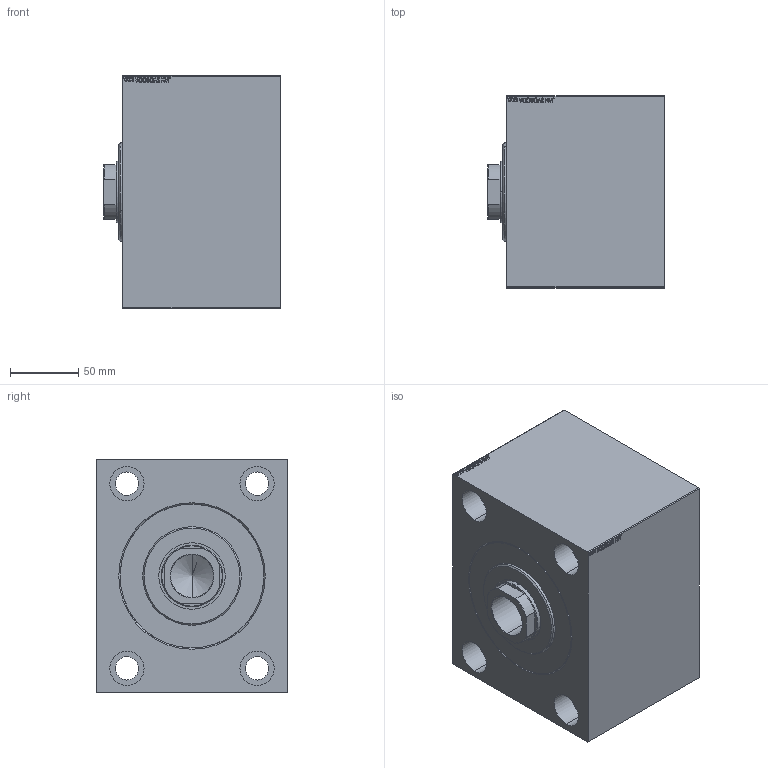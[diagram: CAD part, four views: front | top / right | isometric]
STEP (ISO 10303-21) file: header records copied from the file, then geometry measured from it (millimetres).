
FILE_DESCRIPTION (( 'STEP AP203' ), '1' );
FILE_NAME ('962e.STEP', '2024-02-11T17:24:29', ( '' ), ( '' ), 'SwSTEP 2.0', 'SolidWorks 2019', '' );
FILE_SCHEMA (( 'CONFIG_CONTROL_DESIGN' ));
Length unit declared in the file: millimetre
Products named in the file (4): V450CM_C_Body 369c151ec0d67cf420bb9acfacac2193; V450CM_VC_B 369c151ec0d67cf420bb9acfacac2193; V450CM_C_VCP 369c151ec0d67cf420bb9acfacac2193; 962e
Assembly tree (3 placements, depth 2):
  962e
    V450CM_C_Body 369c151ec0d67cf420bb9acfacac2193
    V450CM_C_VCP 369c151ec0d67cf420bb9acfacac2193
    V450CM_VC_B 369c151ec0d67cf420bb9acfacac2193
Bounding box: 129 x 140 x 170 mm (x, y, z)
Volume: 2515052.9 mm3; surface area: 222378.1 mm2
Topology: 3 solids, 3 shells, 866 faces, 2215 edges, 1469 vertices
Faces by surface type: plane 410, bspline 380, cylinder 62, cone 14
Entity records: 44067 total; most frequent: CARTESIAN_POINT 25120, ORIENTED_EDGE 4426, DIRECTION 2565, EDGE_CURVE 2213, VERTEX_POINT 1469, VECTOR 1305, LINE 1305, EDGE_LOOP 994
